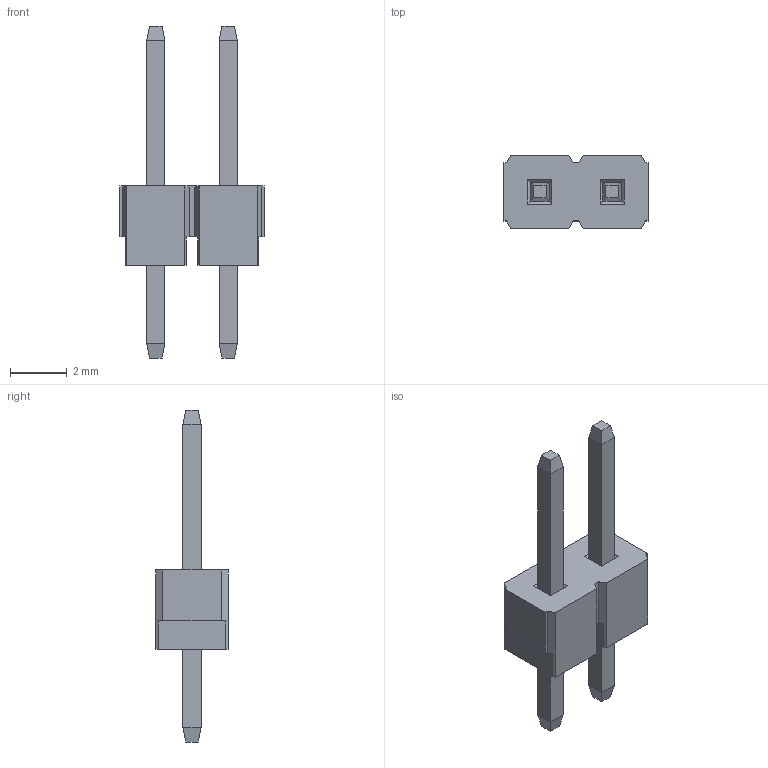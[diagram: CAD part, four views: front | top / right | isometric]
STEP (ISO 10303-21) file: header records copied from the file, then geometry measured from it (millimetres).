
FILE_DESCRIPTION (( 'STEP AP203' ), '1' );
FILE_NAME ('074-0117-000_2.step_Default_sldprt.STEP', '2020-11-13T20:10:33', ( '' ), ( '' ), 'SwSTEP 2.0', 'SolidWorks 2019', '' );
FILE_SCHEMA (( 'CONFIG_CONTROL_DESIGN' ));
Length unit declared in the file: inch
Products named in the file (1): 074-0117-000_2.step_Default_sldprt
Bounding box: 5.08 x 2.54 x 11.66 mm (x, y, z)
Volume: 40.3 mm3; surface area: 143.3 mm2
Topology: 3 solids, 3 shells, 74 faces, 180 edges, 112 vertices
Faces by surface type: plane 74
Entity records: 2175 total; most frequent: CARTESIAN_POINT 367, ORIENTED_EDGE 360, DIRECTION 330, VECTOR 180, EDGE_CURVE 180, LINE 180, VERTEX_POINT 112, EDGE_LOOP 78
